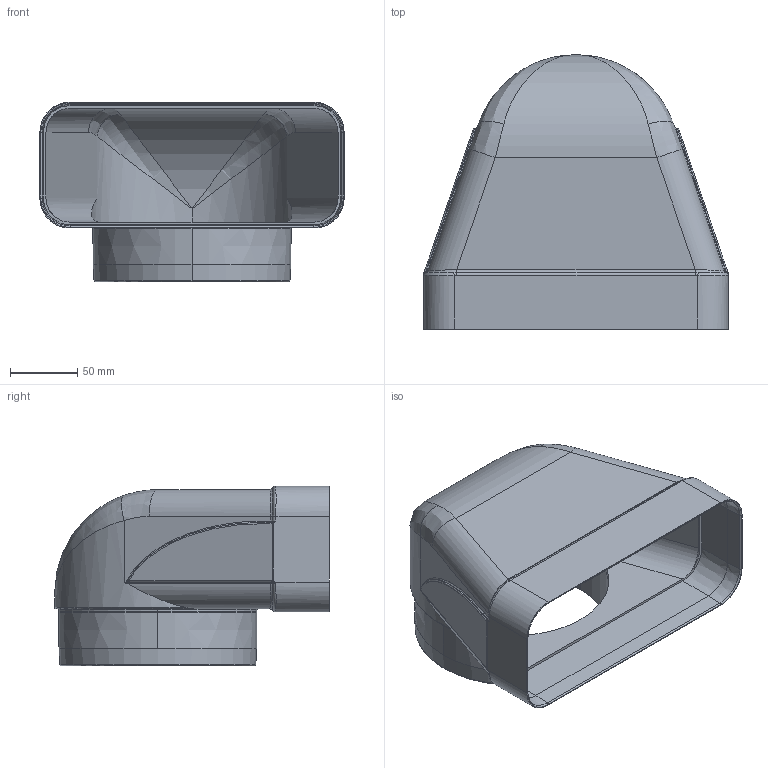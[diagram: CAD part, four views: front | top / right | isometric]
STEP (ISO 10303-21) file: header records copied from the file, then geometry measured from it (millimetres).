
FILE_DESCRIPTION(('STEP AP214'),'1');
FILE_NAME('.STP','2020-07-24T06:17:27',(' '),(' '),'Spatial InterOp 3D',' ',' ');
FILE_SCHEMA(('AUTOMOTIVE_DESIGN { 1 0 10303 214 1 1 1 1 }'));
Length unit declared in the file: millimetre
Products named in the file (1): 1
Bounding box: 227 x 205 x 134 mm (x, y, z)
Volume: 245989.8 mm3; surface area: 221739.5 mm2
Topology: 2 solids, 2 shells, 175 faces, 405 edges, 236 vertices
Faces by surface type: cylinder 52, bspline 52, plane 33, torus 18, cone 18, sphere 2
Entity records: 11737 total; most frequent: CARTESIAN_POINT 8059, ORIENTED_EDGE 808, DIRECTION 704, EDGE_CURVE 404, AXIS2_PLACEMENT_3D 287, VERTEX_POINT 236, EDGE_LOOP 182, ADVANCED_FACE 175
